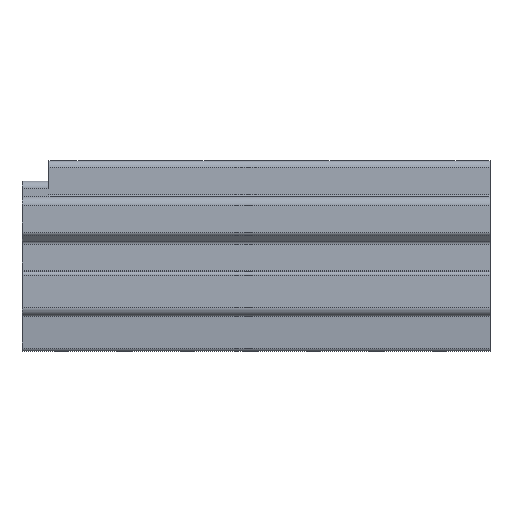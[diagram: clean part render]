
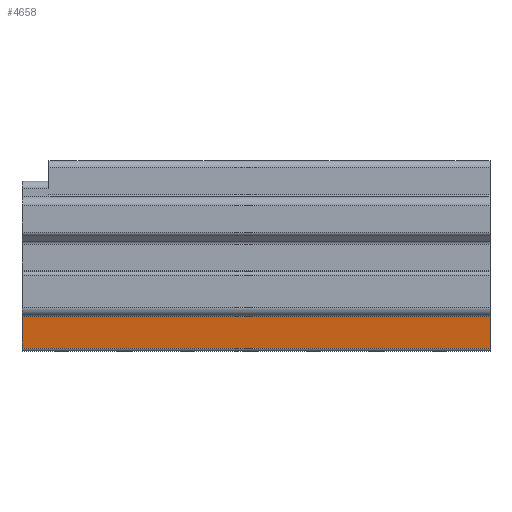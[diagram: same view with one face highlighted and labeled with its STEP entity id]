
A CAD part, left-side view. The second image highlights one B-rep face of the part: STEP entity #4658.
In plain terms, the highlighted planar face has unit normal (-0.995, 0, -0.105).
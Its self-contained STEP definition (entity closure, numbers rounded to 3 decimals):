
#450=DIRECTION('',(0.,1.,0.));
#451=VECTOR('',#450,26.);
#452=CARTESIAN_POINT('',(-1.545,-24.5,-3.35));
#453=LINE('',#452,#451);
#454=DIRECTION('',(0.,1.,0.));
#455=VECTOR('',#454,26.);
#456=CARTESIAN_POINT('',(-1.359,-24.5,-5.12));
#457=LINE('',#456,#455);
#1675=DIRECTION('',(-0.105,0.,0.995));
#1676=VECTOR('',#1675,1.78);
#1677=CARTESIAN_POINT('',(-1.359,-24.5,-5.12));
#1678=LINE('',#1677,#1676);
#2477=DIRECTION('',(-0.105,0.,0.995));
#2478=VECTOR('',#2477,1.78);
#2479=CARTESIAN_POINT('',(-1.359,1.5,-5.12));
#2480=LINE('',#2479,#2478);
#3045=CARTESIAN_POINT('',(-1.359,-24.5,-5.12));
#3047=VERTEX_POINT('',#3045);
#3048=CARTESIAN_POINT('',(-1.545,-24.5,-3.35));
#3049=VERTEX_POINT('',#3048);
#3823=CARTESIAN_POINT('',(-1.359,1.5,-5.12));
#3824=VERTEX_POINT('',#3823);
#3825=CARTESIAN_POINT('',(-1.545,1.5,-3.35));
#3826=VERTEX_POINT('',#3825);
#4644=CARTESIAN_POINT('',(-1.359,0.,-5.12));
#4645=DIRECTION('',(-0.995,0.,-0.105));
#4646=DIRECTION('',(-0.105,0.,0.995));
#4647=AXIS2_PLACEMENT_3D('',#4644,#4645,#4646);
#4648=PLANE('',#4647);
#4650=ORIENTED_EDGE('',*,*,#4649,.T.);
#4652=ORIENTED_EDGE('',*,*,#4651,.T.);
#4653=ORIENTED_EDGE('',*,*,#4634,.F.);
#4655=ORIENTED_EDGE('',*,*,#4654,.F.);
#4656=EDGE_LOOP('',(#4650,#4652,#4653,#4655));
#4657=FACE_OUTER_BOUND('',#4656,.F.);
#4658=ADVANCED_FACE('',(#4657),#4648,.T.);
#4634=EDGE_CURVE('',#3049,#3826,#453,.T.);
#4649=EDGE_CURVE('',#3047,#3824,#457,.T.);
#4651=EDGE_CURVE('',#3824,#3826,#2480,.T.);
#4654=EDGE_CURVE('',#3047,#3049,#1678,.T.);
